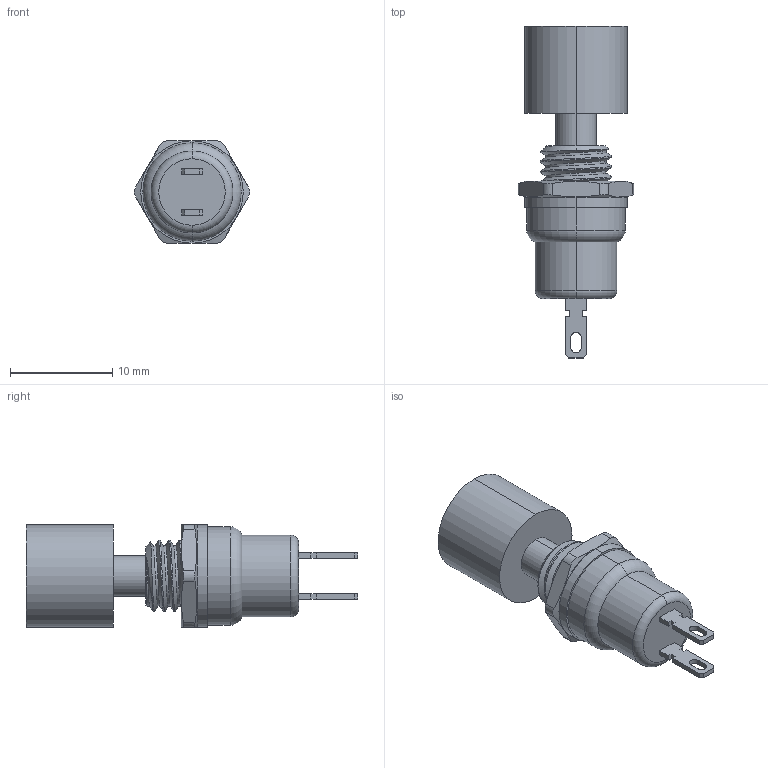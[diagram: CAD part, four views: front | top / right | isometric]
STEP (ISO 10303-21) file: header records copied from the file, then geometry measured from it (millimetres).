
FILE_DESCRIPTION (( 'STEP AP214' ), '1' );
FILE_NAME ('PS1024ALRED.STEP', '2020-11-10T10:22:29', ( '' ), ( '' ), 'SwSTEP 2.0', 'SolidWorks 2017', '' );
FILE_SCHEMA (( 'AUTOMOTIVE_DESIGN' ));
Length unit declared in the file: millimetre
Products named in the file (1): PS1024ALRED
Bounding box: 11.23 x 32.4 x 10 mm (x, y, z)
Volume: 1549.2 mm3; surface area: 1416.5 mm2
Topology: 7 solids, 7 shells, 104 faces, 262 edges, 174 vertices
Faces by surface type: plane 54, cylinder 34, cone 6, bspline 6, torus 4
Entity records: 6196 total; most frequent: CARTESIAN_POINT 3735, ORIENTED_EDGE 524, DIRECTION 430, EDGE_CURVE 262, VERTEX_POINT 174, AXIS2_PLACEMENT_3D 145, LINE 140, VECTOR 140
